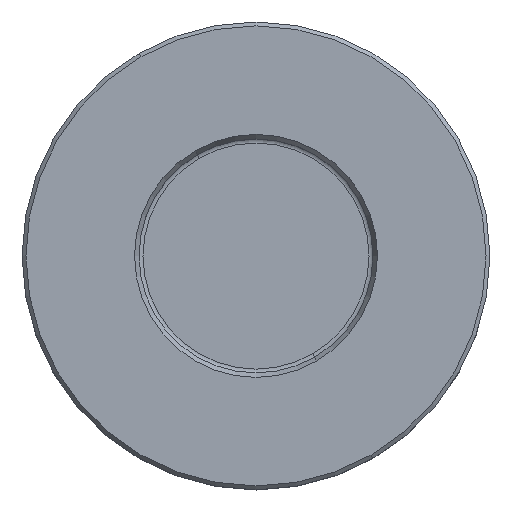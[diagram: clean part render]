
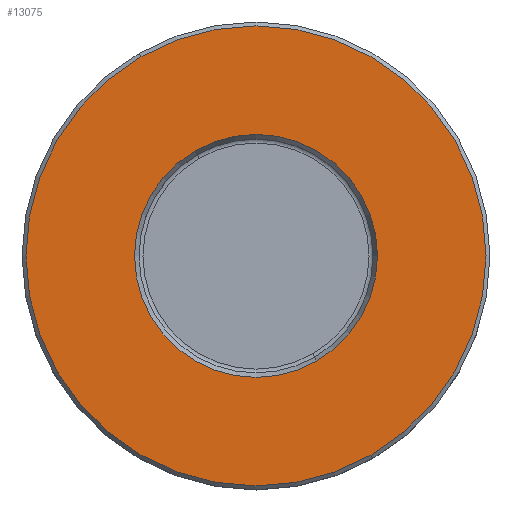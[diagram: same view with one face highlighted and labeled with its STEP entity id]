
A CAD part, top view. The second image highlights one B-rep face of the part: STEP entity #13075.
In plain terms, the highlighted planar face has unit normal (0, 0, 1).
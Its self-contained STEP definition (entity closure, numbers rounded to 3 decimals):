
#223=CARTESIAN_POINT('',(0.,0.,40.));
#224=DIRECTION('',(0.,0.,1.));
#225=DIRECTION('',(-0.5,0.866,0.));
#226=AXIS2_PLACEMENT_3D('',#223,#224,#225);
#231=CARTESIAN_POINT('',(0.,0.,40.));
#232=DIRECTION('',(0.,0.,-1.));
#233=DIRECTION('',(-0.5,0.866,0.));
#234=AXIS2_PLACEMENT_3D('',#231,#232,#233);
#253=CARTESIAN_POINT('',(0.,0.,40.));
#254=DIRECTION('',(0.,0.,-1.));
#255=DIRECTION('',(-0.5,0.866,0.));
#256=AXIS2_PLACEMENT_3D('',#253,#254,#255);
#261=CARTESIAN_POINT('',(0.,0.,40.));
#262=DIRECTION('',(0.,0.,1.));
#263=DIRECTION('',(-0.5,0.866,0.));
#264=AXIS2_PLACEMENT_3D('',#261,#262,#263);
#12480=CARTESIAN_POINT('',(-7.789,13.49,40.));
#12481=VERTEX_POINT('',#12480);
#12482=CARTESIAN_POINT('',(-14.75,25.548,40.));
#12484=VERTEX_POINT('',#12482);
#12540=CARTESIAN_POINT('',(7.789,-13.49,40.));
#12541=VERTEX_POINT('',#12540);
#12542=CARTESIAN_POINT('',(14.75,-25.548,40.));
#12544=VERTEX_POINT('',#12542);
#13060=CARTESIAN_POINT('',(0.,0.,40.));
#13061=DIRECTION('',(0.,0.,1.));
#13062=DIRECTION('',(0.5,-0.866,0.));
#13063=AXIS2_PLACEMENT_3D('',#13060,#13061,#13062);
#13064=PLANE('',#13063);
#13066=ORIENTED_EDGE('',*,*,#13065,.T.);
#13068=ORIENTED_EDGE('',*,*,#13067,.F.);
#13069=EDGE_LOOP('',(#13066,#13068));
#13070=FACE_OUTER_BOUND('',#13069,.F.);
#13071=ORIENTED_EDGE('',*,*,#13042,.T.);
#13072=ORIENTED_EDGE('',*,*,#13053,.F.);
#13073=EDGE_LOOP('',(#13071,#13072));
#13074=FACE_BOUND('',#13073,.F.);
#13075=ADVANCED_FACE('',(#13070,#13074),#13064,.T.);
#227=CIRCLE('',#226,15.577);
#235=CIRCLE('',#234,15.577);
#257=CIRCLE('',#256,29.5);
#265=CIRCLE('',#264,29.5);
#13042=EDGE_CURVE('',#12481,#12541,#227,.T.);
#13053=EDGE_CURVE('',#12481,#12541,#235,.T.);
#13065=EDGE_CURVE('',#12484,#12544,#257,.T.);
#13067=EDGE_CURVE('',#12484,#12544,#265,.T.);
